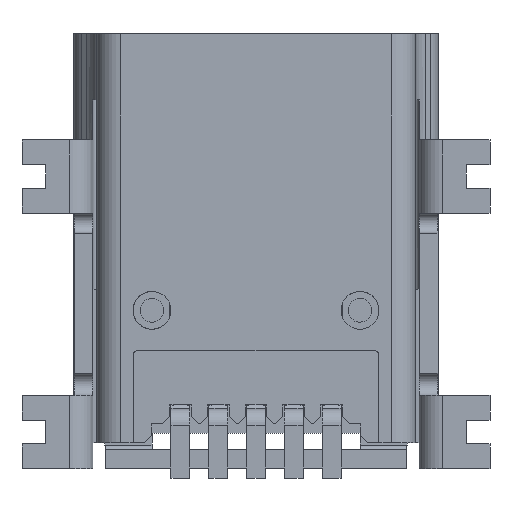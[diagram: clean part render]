
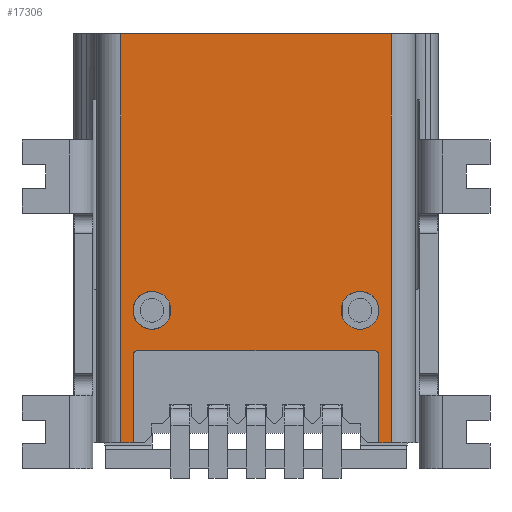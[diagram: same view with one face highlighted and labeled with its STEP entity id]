
A CAD part, front view. The second image highlights one B-rep face of the part: STEP entity #17306.
In plain terms, the highlighted planar face has unit normal (0, -1, 0).
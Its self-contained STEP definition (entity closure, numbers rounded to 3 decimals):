
#120=FACE_BOUND('',#2851,.T.);
#121=FACE_BOUND('',#2852,.T.);
#532=PLANE('',#18528);
#1049=CIRCLE('',#18527,0.1);
#1050=CIRCLE('',#18529,0.1);
#1051=CIRCLE('',#18530,0.4);
#1052=CIRCLE('',#18531,0.4);
#1947=FACE_OUTER_BOUND('',#2850,.T.);
#2850=EDGE_LOOP('',(#14796,#14797,#14798,#14799,#14800,#14801,#14802,#14803,
#14804,#14805));
#2851=EDGE_LOOP('',(#14806));
#2852=EDGE_LOOP('',(#14807));
#3293=LINE('',#23676,#5332);
#3808=LINE('',#25205,#5847);
#4765=LINE('',#28051,#6804);
#4766=LINE('',#28053,#6805);
#4767=LINE('',#28055,#6806);
#4768=LINE('',#28058,#6807);
#4769=LINE('',#28060,#6808);
#4770=LINE('',#28061,#6809);
#5332=VECTOR('',#19002,5.721);
#5847=VECTOR('',#20029,8.65);
#6804=VECTOR('',#22202,8.65);
#6805=VECTOR('',#22203,0.261);
#6806=VECTOR('',#22204,1.85);
#6807=VECTOR('',#22207,5.);
#6808=VECTOR('',#22208,1.85);
#6809=VECTOR('',#22209,0.261);
#7390=VERTEX_POINT('',#23674);
#7391=VERTEX_POINT('',#23675);
#7913=VERTEX_POINT('',#25204);
#8606=VERTEX_POINT('',#28044);
#8607=VERTEX_POINT('',#28046);
#8608=VERTEX_POINT('',#28050);
#8609=VERTEX_POINT('',#28052);
#8610=VERTEX_POINT('',#28054);
#8611=VERTEX_POINT('',#28056);
#8612=VERTEX_POINT('',#28059);
#8613=VERTEX_POINT('',#28062);
#8614=VERTEX_POINT('',#28064);
#9028=EDGE_CURVE('',#7390,#7391,#3293,.T.);
#9691=EDGE_CURVE('',#7913,#7390,#3808,.T.);
#10847=EDGE_CURVE('',#8607,#8606,#1049,.T.);
#10849=EDGE_CURVE('',#7391,#8608,#4765,.T.);
#10850=EDGE_CURVE('',#8608,#8609,#4766,.T.);
#10851=EDGE_CURVE('',#8609,#8610,#4767,.T.);
#10852=EDGE_CURVE('',#8610,#8611,#1050,.T.);
#10853=EDGE_CURVE('',#8607,#8611,#4768,.T.);
#10854=EDGE_CURVE('',#8612,#8606,#4769,.T.);
#10855=EDGE_CURVE('',#8612,#7913,#4770,.T.);
#10856=EDGE_CURVE('',#8613,#8613,#1051,.T.);
#10857=EDGE_CURVE('',#8614,#8614,#1052,.T.);
#14796=ORIENTED_EDGE('',*,*,#10849,.T.);
#14797=ORIENTED_EDGE('',*,*,#10850,.T.);
#14798=ORIENTED_EDGE('',*,*,#10851,.T.);
#14799=ORIENTED_EDGE('',*,*,#10852,.T.);
#14800=ORIENTED_EDGE('',*,*,#10853,.F.);
#14801=ORIENTED_EDGE('',*,*,#10847,.T.);
#14802=ORIENTED_EDGE('',*,*,#10854,.F.);
#14803=ORIENTED_EDGE('',*,*,#10855,.T.);
#14804=ORIENTED_EDGE('',*,*,#9691,.T.);
#14805=ORIENTED_EDGE('',*,*,#9028,.T.);
#14806=ORIENTED_EDGE('',*,*,#10856,.F.);
#14807=ORIENTED_EDGE('',*,*,#10857,.F.);
#17306=ADVANCED_FACE('',(#1947,#120,#121),#532,.T.);
#18527=AXIS2_PLACEMENT_3D('',#28047,#22197,#22198);
#18528=AXIS2_PLACEMENT_3D('',#28049,#22200,#22201);
#18529=AXIS2_PLACEMENT_3D('',#28057,#22205,#22206);
#18530=AXIS2_PLACEMENT_3D('',#28063,#22210,#22211);
#18531=AXIS2_PLACEMENT_3D('',#28065,#22212,#22213);
#19002=DIRECTION('',(-1.,0.,0.));
#20029=DIRECTION('',(0.,0.,1.));
#22197=DIRECTION('center_axis',(0.,1.,0.));
#22198=DIRECTION('ref_axis',(1.,0.,0.));
#22200=DIRECTION('center_axis',(0.,-1.,0.));
#22201=DIRECTION('ref_axis',(0.,0.,-1.));
#22202=DIRECTION('',(0.,0.,-1.));
#22203=DIRECTION('',(1.,0.,0.));
#22204=DIRECTION('',(0.,0.,1.));
#22205=DIRECTION('center_axis',(0.,1.,0.));
#22206=DIRECTION('ref_axis',(0.,0.,
1.));
#22207=DIRECTION('',(-1.,0.,0.));
#22208=DIRECTION('',(0.,0.,1.));
#22209=DIRECTION('',(1.,0.,0.));
#22210=DIRECTION('center_axis',(0.,-1.,0.));
#22211=DIRECTION('ref_axis',(1.,0.,0.));
#22212=DIRECTION('center_axis',(0.,-1.,0.));
#22213=DIRECTION('ref_axis',(-1.,0.,0.));
#23674=CARTESIAN_POINT('',(26.645,2.212,9.368));
#23675=CARTESIAN_POINT('',(20.924,2.212,9.368));
#23676=CARTESIAN_POINT('',(26.645,2.212,9.368));
#25204=CARTESIAN_POINT('',(26.645,2.212,0.718));
#25205=CARTESIAN_POINT('',(26.645,2.212,0.718));
#28044=CARTESIAN_POINT('',(26.385,2.212,2.568));
#28046=CARTESIAN_POINT('',(26.285,2.212,2.668));
#28047=CARTESIAN_POINT('Origin',(26.285,2.212,2.568));
#28049=CARTESIAN_POINT('Origin',(23.785,2.212,9.371));
#28050=CARTESIAN_POINT('',(20.924,2.212,0.718));
#28051=CARTESIAN_POINT('',(20.924,2.212,9.368));
#28052=CARTESIAN_POINT('',(21.185,2.212,0.718));
#28053=CARTESIAN_POINT('',(20.924,2.212,0.718));
#28054=CARTESIAN_POINT('',(21.185,2.212,2.568));
#28055=CARTESIAN_POINT('',(21.185,2.212,0.718));
#28056=CARTESIAN_POINT('',(21.285,2.212,2.668));
#28057=CARTESIAN_POINT('Origin',(21.285,2.212,2.568));
#28058=CARTESIAN_POINT('',(26.285,2.212,2.668));
#28059=CARTESIAN_POINT('',(26.385,2.212,0.718));
#28060=CARTESIAN_POINT('',(26.385,2.212,0.718));
#28061=CARTESIAN_POINT('',(26.385,2.212,0.718));
#28062=CARTESIAN_POINT('',(21.55,2.212,3.917));
#28063=CARTESIAN_POINT('Origin',(21.585,2.212,3.518));
#28064=CARTESIAN_POINT('',(25.95,2.212,3.12));
#28065=CARTESIAN_POINT('Origin',(25.985,2.212,3.518));
